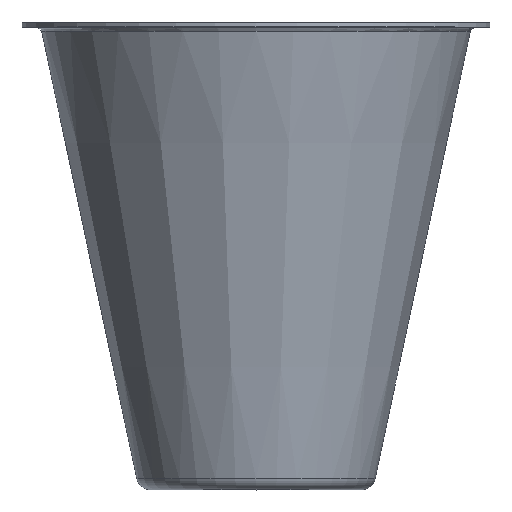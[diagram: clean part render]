
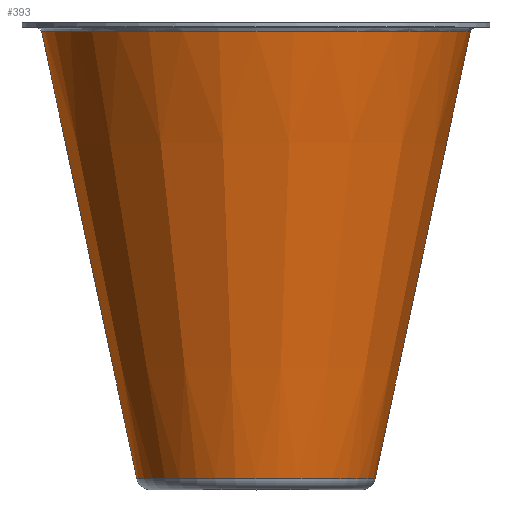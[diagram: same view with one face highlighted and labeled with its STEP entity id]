
A CAD part, top view. The second image highlights one B-rep face of the part: STEP entity #393.
In plain terms, the highlighted conical face has half-angle 12 degrees and reference radius 35.508 mm.
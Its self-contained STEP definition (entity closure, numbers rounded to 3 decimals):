
#362=CARTESIAN_POINT('',(45.847,98.08,0.));
#363=VERTEX_POINT('',#362);
#364=CARTESIAN_POINT('',(0.0,98.08,0.));
#365=DIRECTION('',(0.0,1.0,0.0));
#366=DIRECTION('',(-1.0,0.0,0.0));
#367=AXIS2_PLACEMENT_3D('',#364,#365,#366);
#368=CIRCLE('',#367,45.847);
#369=EDGE_CURVE('',#363,#363,#368,.T.);
#374=CARTESIAN_POINT('',(0.0,49.436,0.0));
#375=DIRECTION('',(0.0,1.0,0.0));
#376=DIRECTION('',(1.0,0.0,0.0));
#377=AXIS2_PLACEMENT_3D('',#374,#375,#376);
#378=CONICAL_SURFACE('',#377,35.508,12.);
#379=CARTESIAN_POINT('',(25.505,2.376,0.0));
#380=VERTEX_POINT('',#379);
#381=CARTESIAN_POINT('',(0.0,2.376,0.));
#382=DIRECTION('',(0.0,-1.0,0.0));
#383=DIRECTION('',(-1.0,0.0,0.0));
#384=AXIS2_PLACEMENT_3D('',#381,#382,#383);
#385=CIRCLE('',#384,25.505);
#386=EDGE_CURVE('',#380,#380,#385,.T.);
#387=ORIENTED_EDGE('',*,*,#386,.F.);
#388=EDGE_LOOP('',(#387));
#389=FACE_OUTER_BOUND('',#388,.T.);
#390=ORIENTED_EDGE('',*,*,#369,.F.);
#391=EDGE_LOOP('',(#390));
#392=FACE_BOUND('',#391,.T.);
#393=ADVANCED_FACE('',(#389,#392),#378,.T.);
